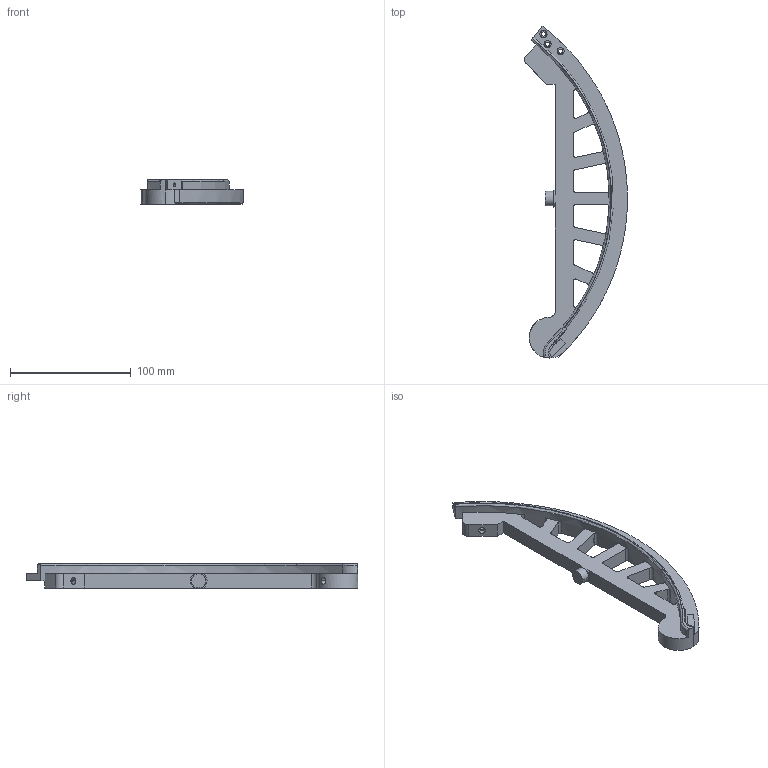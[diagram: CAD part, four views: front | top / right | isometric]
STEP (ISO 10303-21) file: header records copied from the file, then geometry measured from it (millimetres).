
FILE_DESCRIPTION (( 'STEP AP203' ), '1' );
FILE_NAME ('11c_splitring_part3_timingbelt1.step', '2020-02-23T11:28:11', ( '' ), ( '' ), 'SwSTEP 2.0', 'SolidWorks 2019', '' );
FILE_SCHEMA (( 'CONFIG_CONTROL_DESIGN' ));
Length unit declared in the file: millimetre
Products named in the file (1): 11c_splitring_part3_timingbelt1
Bounding box: 85.33 x 275.38 x 20 mm (x, y, z)
Volume: 121723 mm3; surface area: 39823.9 mm2
Topology: 1 solids, 1 shells, 237 faces, 698 edges, 464 vertices
Faces by surface type: cylinder 162, plane 71, torus 3, cone 1
Entity records: 8315 total; most frequent: CARTESIAN_POINT 1540, DIRECTION 1512, ORIENTED_EDGE 1396, EDGE_CURVE 698, AXIS2_PLACEMENT_3D 584, VERTEX_POINT 464, CIRCLE 346, VECTOR 344
